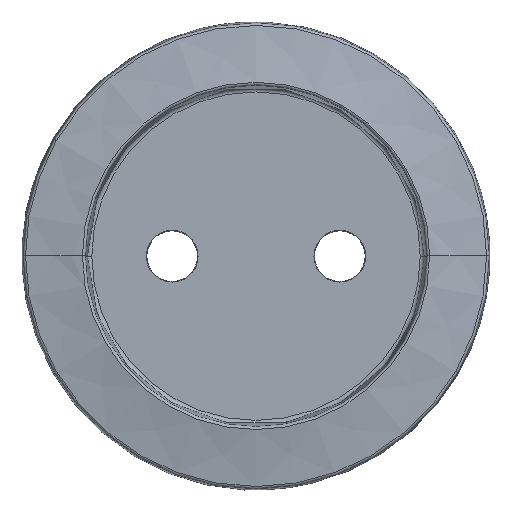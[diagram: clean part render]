
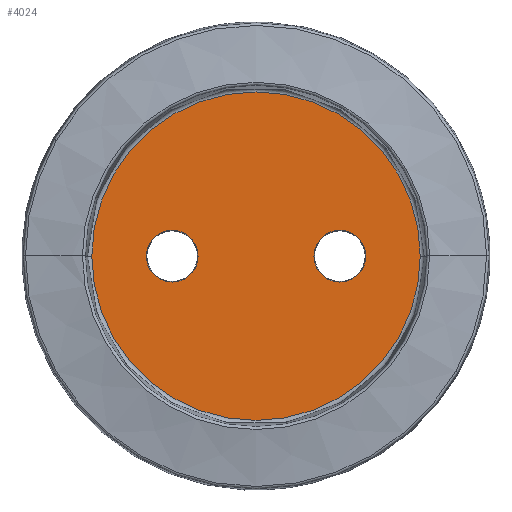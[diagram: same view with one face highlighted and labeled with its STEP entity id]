
A CAD part, top view. The second image highlights one B-rep face of the part: STEP entity #4024.
In plain terms, the highlighted planar face has unit normal (0, 0, 1).
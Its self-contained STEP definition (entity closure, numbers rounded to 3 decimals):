
#3852=AXIS2_PLACEMENT_3D('Circle Axis2P3D',#3850,#3851,$) ;
#3876=AXIS2_PLACEMENT_3D('Circle Axis2P3D',#3874,#3875,$) ;
#3900=AXIS2_PLACEMENT_3D('Circle Axis2P3D',#3898,#3899,$) ;
#3924=AXIS2_PLACEMENT_3D('Circle Axis2P3D',#3922,#3923,$) ;
#3966=AXIS2_PLACEMENT_3D('Circle Axis2P3D',#3964,#3965,$) ;
#3997=AXIS2_PLACEMENT_3D('Circle Axis2P3D',#3995,#3996,$) ;
#4010=AXIS2_PLACEMENT_3D('Plane Axis2P3D',#4007,#4008,#4009) ;
#3847=CARTESIAN_POINT('Vertex',(-12.43,0.,-10.187)) ;
#3850=CARTESIAN_POINT('Axis2P3D Location',(-9.5,0.,-10.187)) ;
#3854=CARTESIAN_POINT('Vertex',(-6.57,0.,-10.187)) ;
#3874=CARTESIAN_POINT('Axis2P3D Location',(-9.5,0.,-10.187)) ;
#3895=CARTESIAN_POINT('Vertex',(6.57,0.,-10.187)) ;
#3898=CARTESIAN_POINT('Axis2P3D Location',(9.5,0.,-10.187)) ;
#3902=CARTESIAN_POINT('Vertex',(12.43,0.,-10.187)) ;
#3922=CARTESIAN_POINT('Axis2P3D Location',(9.5,0.,-10.187)) ;
#3964=CARTESIAN_POINT('Axis2P3D Location',(0.,0.,-10.187)) ;
#3968=CARTESIAN_POINT('Vertex',(-18.615,0.,-10.187)) ;
#3970=CARTESIAN_POINT('Vertex',(18.615,0.,-10.187)) ;
#3995=CARTESIAN_POINT('Axis2P3D Location',(0.,0.,-10.187)) ;
#4007=CARTESIAN_POINT('Axis2P3D Location',(0.,0.,-10.187)) ;
#3851=DIRECTION('Axis2P3D Direction',(0.,0.,1.)) ;
#3875=DIRECTION('Axis2P3D Direction',(0.,0.,1.)) ;
#3899=DIRECTION('Axis2P3D Direction',(0.,0.,1.)) ;
#3923=DIRECTION('Axis2P3D Direction',(0.,0.,1.)) ;
#3965=DIRECTION('Axis2P3D Direction',(-0.,0.,-1.)) ;
#3996=DIRECTION('Axis2P3D Direction',(0.,0.,-1.)) ;
#4008=DIRECTION('Axis2P3D Direction',(0.,0.,-1.)) ;
#4009=DIRECTION('Axis2P3D XDirection',(1.,0.,0.)) ;
#4013=ORIENTED_EDGE('',*,*,#3999,.F.) ;
#4014=ORIENTED_EDGE('',*,*,#3972,.F.) ;
#4017=ORIENTED_EDGE('',*,*,#3878,.T.) ;
#4018=ORIENTED_EDGE('',*,*,#3856,.T.) ;
#4021=ORIENTED_EDGE('',*,*,#3904,.T.) ;
#4022=ORIENTED_EDGE('',*,*,#3926,.T.) ;
#4019=FACE_BOUND('',#4016,.T.) ;
#4023=FACE_BOUND('',#4020,.T.) ;
#4024=ADVANCED_FACE('Corps d''enjoliveur',(#4015,#4019,#4023),#4011,.F.) ;
#3853=CIRCLE('generated circle',#3852,2.93) ;
#3877=CIRCLE('generated circle',#3876,2.93) ;
#3901=CIRCLE('generated circle',#3900,2.93) ;
#3925=CIRCLE('generated circle',#3924,2.93) ;
#3967=CIRCLE('generated circle',#3966,18.615) ;
#3998=CIRCLE('generated circle',#3997,18.615) ;
#3856=EDGE_CURVE('',#3855,#3848,#3853,.F.) ;
#3878=EDGE_CURVE('',#3848,#3855,#3877,.F.) ;
#3904=EDGE_CURVE('',#3903,#3896,#3901,.F.) ;
#3926=EDGE_CURVE('',#3896,#3903,#3925,.F.) ;
#3972=EDGE_CURVE('',#3969,#3971,#3967,.T.) ;
#3999=EDGE_CURVE('',#3971,#3969,#3998,.T.) ;
#4012=EDGE_LOOP('',(#4013,#4014)) ;
#4016=EDGE_LOOP('',(#4017,#4018)) ;
#4020=EDGE_LOOP('',(#4021,#4022)) ;
#4015=FACE_OUTER_BOUND('',#4012,.T.) ;
#4011=PLANE('',#4010) ;
#3848=VERTEX_POINT('',#3847) ;
#3855=VERTEX_POINT('',#3854) ;
#3896=VERTEX_POINT('',#3895) ;
#3903=VERTEX_POINT('',#3902) ;
#3969=VERTEX_POINT('',#3968) ;
#3971=VERTEX_POINT('',#3970) ;
